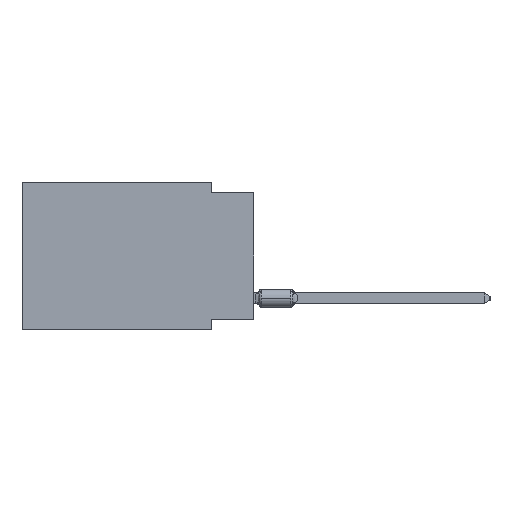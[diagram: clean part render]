
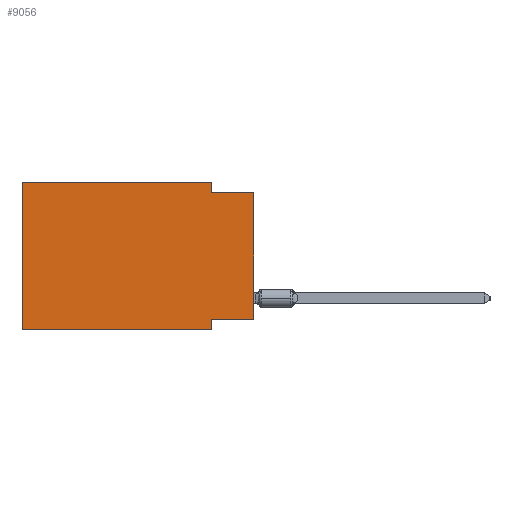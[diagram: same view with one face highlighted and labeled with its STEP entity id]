
A CAD part, left-side view. The second image highlights one B-rep face of the part: STEP entity #9056.
In plain terms, the highlighted planar face has unit normal (-1, 0, 0).
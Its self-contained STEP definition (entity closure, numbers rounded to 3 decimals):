
#1040 = DIRECTION ( 'NONE',  ( 0., -1., 0. ) ) ;
#3339 = ORIENTED_EDGE ( 'NONE', *, *, #69025, .F. ) ;
#4133 = CARTESIAN_POINT ( 'NONE',  ( 0., 0., 0. ) ) ;
#4517 = VECTOR ( 'NONE', #38253, 1000. ) ;
#5109 = CARTESIAN_POINT ( 'NONE',  ( 0., 2.54, -8.89 ) ) ;
#5512 = DIRECTION ( 'NONE',  ( 0., 0., -1. ) ) ;
#6959 = DIRECTION ( 'NONE',  ( 0., -1., 0. ) ) ;
#7839 = LINE ( 'NONE', #66733, #45299 ) ;
#9056 = ADVANCED_FACE ( 'NONE', ( #42666 ), #64046, .F. ) ;
#9886 = VERTEX_POINT ( 'NONE', #61669 ) ;
#10597 = EDGE_CURVE ( 'NONE', #9886, #45322, #26362, .T. ) ;
#11082 = VECTOR ( 'NONE', #1040, 1000. ) ;
#11342 = EDGE_CURVE ( 'NONE', #65796, #65376, #14988, .T. ) ;
#11797 = ORIENTED_EDGE ( 'NONE', *, *, #52796, .F. ) ;
#14043 = VERTEX_POINT ( 'NONE', #45213 ) ;
#14988 = LINE ( 'NONE', #4133, #67219 ) ;
#16024 = CARTESIAN_POINT ( 'NONE',  ( 0., 13.97, 0. ) ) ;
#17169 = CARTESIAN_POINT ( 'NONE',  ( 0., 0., -0.635 ) ) ;
#17486 = VERTEX_POINT ( 'NONE', #38955 ) ;
#18692 = DIRECTION ( 'NONE',  ( 0., 0., 1. ) ) ;
#25594 = EDGE_CURVE ( 'NONE', #31841, #17486, #7839, .T. ) ;
#26362 = LINE ( 'NONE', #59274, #4517 ) ;
#26401 = CARTESIAN_POINT ( 'NONE',  ( 0., 0., -8.255 ) ) ;
#27695 = LINE ( 'NONE', #17169, #11082 ) ;
#30043 = ORIENTED_EDGE ( 'NONE', *, *, #47391, .F. ) ;
#30683 = CARTESIAN_POINT ( 'NONE',  ( 0., 2.54, -0.635 ) ) ;
#31841 = VERTEX_POINT ( 'NONE', #43316 ) ;
#32874 = ORIENTED_EDGE ( 'NONE', *, *, #25594, .F. ) ;
#33867 = CARTESIAN_POINT ( 'NONE',  ( 0., 13.97, 0. ) ) ;
#33956 = CARTESIAN_POINT ( 'NONE',  ( 0., 2.54, -8.89 ) ) ;
#38025 = LINE ( 'NONE', #60449, #51430 ) ;
#38253 = DIRECTION ( 'NONE',  ( 0., 0., -1. ) ) ;
#38955 = CARTESIAN_POINT ( 'NONE',  ( 0., 13.97, 0. ) ) ;
#39902 = CARTESIAN_POINT ( 'NONE',  ( 0., 13.97, -8.89 ) ) ;
#42666 = FACE_OUTER_BOUND ( 'NONE', #57239, .T. ) ;
#43281 = LINE ( 'NONE', #5109, #68126 ) ;
#43316 = CARTESIAN_POINT ( 'NONE',  ( 0., 13.97, -8.89 ) ) ;
#43569 = ORIENTED_EDGE ( 'NONE', *, *, #53216, .F. ) ;
#44733 = EDGE_CURVE ( 'NONE', #31841, #68730, #56369, .T. ) ;
#45213 = CARTESIAN_POINT ( 'NONE',  ( 0., 2.54, -8.255 ) ) ;
#45299 = VECTOR ( 'NONE', #18692, 1000. ) ;
#45322 = VERTEX_POINT ( 'NONE', #30683 ) ;
#47391 = EDGE_CURVE ( 'NONE', #14043, #68730, #43281, .T. ) ;
#51430 = VECTOR ( 'NONE', #66068, 1000. ) ;
#52796 = EDGE_CURVE ( 'NONE', #45322, #65376, #27695, .T. ) ;
#53216 = EDGE_CURVE ( 'NONE', #65796, #14043, #38025, .T. ) ;
#53521 = DIRECTION ( 'NONE',  ( 1., 0., 0. ) ) ;
#56369 = LINE ( 'NONE', #39902, #59539 ) ;
#56714 = ORIENTED_EDGE ( 'NONE', *, *, #44733, .T. ) ;
#56893 = VECTOR ( 'NONE', #66788, 1000. ) ;
#57239 = EDGE_LOOP ( 'NONE', ( #63347, #11797, #58724, #3339, #32874, #56714, #30043, #43569 ) ) ;
#58371 = DIRECTION ( 'NONE',  ( 0., 0., -1. ) ) ;
#58724 = ORIENTED_EDGE ( 'NONE', *, *, #10597, .F. ) ;
#59274 = CARTESIAN_POINT ( 'NONE',  ( 0., 2.54, 0. ) ) ;
#59539 = VECTOR ( 'NONE', #6959, 1000. ) ;
#60449 = CARTESIAN_POINT ( 'NONE',  ( 0., 0., -8.255 ) ) ;
#61172 = LINE ( 'NONE', #33867, #56893 ) ;
#61669 = CARTESIAN_POINT ( 'NONE',  ( 0., 2.54, 0. ) ) ;
#63347 = ORIENTED_EDGE ( 'NONE', *, *, #11342, .T. ) ;
#63623 = CARTESIAN_POINT ( 'NONE',  ( 0., 0., -0.635 ) ) ;
#63847 = AXIS2_PLACEMENT_3D ( 'NONE', #16024, #53521, #5512 ) ;
#64046 = PLANE ( 'NONE',  #63847 ) ;
#65376 = VERTEX_POINT ( 'NONE', #63623 ) ;
#65796 = VERTEX_POINT ( 'NONE', #26401 ) ;
#66068 = DIRECTION ( 'NONE',  ( 0., 1., 0. ) ) ;
#66733 = CARTESIAN_POINT ( 'NONE',  ( 0., 13.97, 0. ) ) ;
#66788 = DIRECTION ( 'NONE',  ( 0., -1., 0. ) ) ;
#67219 = VECTOR ( 'NONE', #67254, 1000. ) ;
#67254 = DIRECTION ( 'NONE',  ( 0., 0., 1. ) ) ;
#68126 = VECTOR ( 'NONE', #58371, 1000. ) ;
#68730 = VERTEX_POINT ( 'NONE', #33956 ) ;
#69025 = EDGE_CURVE ( 'NONE', #17486, #9886, #61172, .T. ) ;
